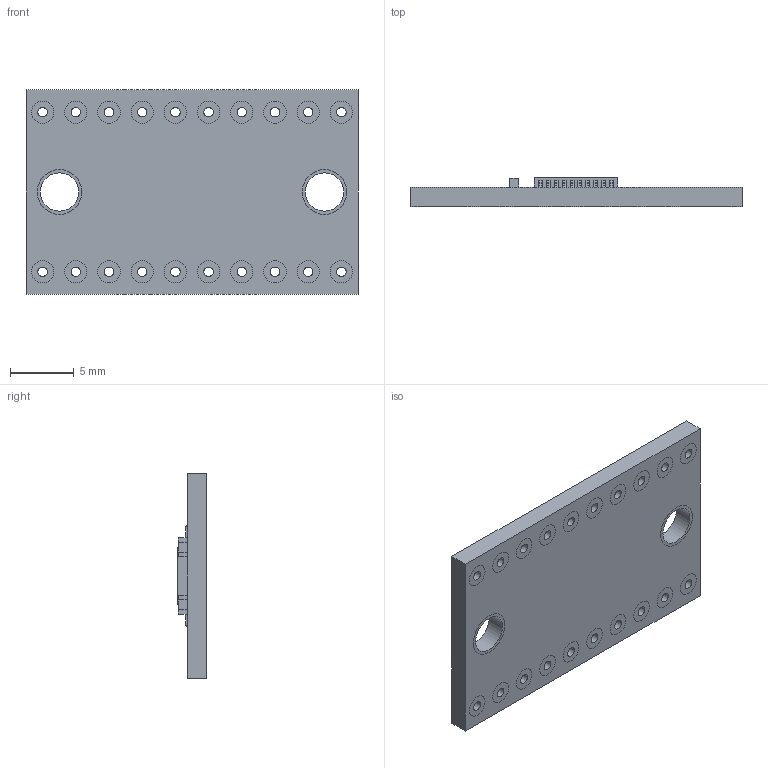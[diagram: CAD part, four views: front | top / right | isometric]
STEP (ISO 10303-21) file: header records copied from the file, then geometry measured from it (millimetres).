
FILE_DESCRIPTION(/* description */ (''),/* implementation_level */ '2;1');
FILE_NAME(/* name */ 'TXS0108E.step.step',/* time_stamp */ '2019-06-13T15:47:31+02:00',/* author */ (''),/* organization */ (''),/* preprocessor_version */ 'ST-DEVELOPER v18',/* originating_system */ 'Autodesk Translation Framework v8.2.0.1029',/* authorisation */ '');
FILE_SCHEMA (('AUTOMOTIVE_DESIGN { 1 0 10303 214 3 1 1 }'));
Products named in the file (1): TXS0108E
Bounding box: 26 x 2.26 x 16 mm (x, y, z)
Volume: 633.8 mm3; surface area: 1770.8 mm2
Topology: 95 solids, 95 shells, 1571 faces, 4143 edges, 2762 vertices
Faces by surface type: bspline 735, plane 710, cylinder 126
Full cylindrical faces by diameter (mm): 0.75 x20, 1.75 x40, 3 x2, 3.5 x4
Entity records: 55413 total; most frequent: CARTESIAN_POINT 20972, ORIENTED_EDGE 8286, DIRECTION 4599, EDGE_CURVE 4143, VERTEX_POINT 2762, LINE 2421, VECTOR 2421, EDGE_LOOP 1751
